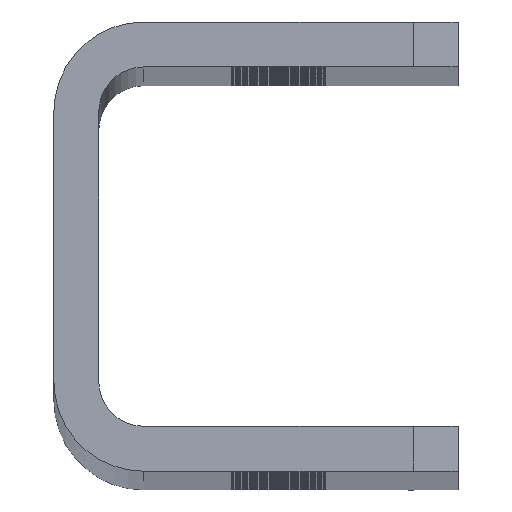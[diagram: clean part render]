
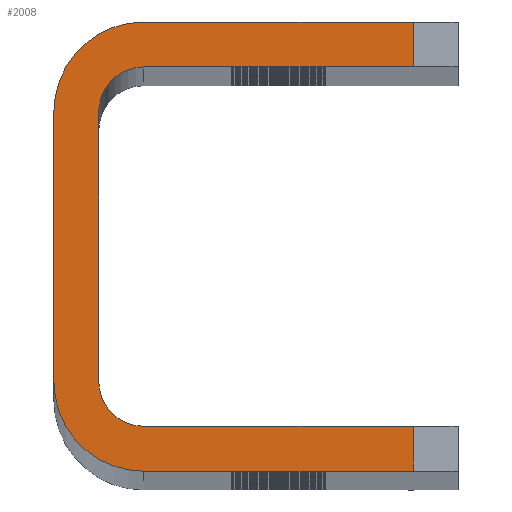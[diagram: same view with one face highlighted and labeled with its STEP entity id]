
A CAD part, top view. The second image highlights one B-rep face of the part: STEP entity #2008.
In plain terms, the highlighted planar face has unit normal (0, 0, 1).
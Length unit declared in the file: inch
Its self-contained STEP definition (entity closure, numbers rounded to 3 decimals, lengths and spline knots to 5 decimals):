
#19=LINE($,#3310,#59);
#33=LINE($,#3339,#73);
#36=LINE($,#3344,#76);
#37=LINE($,#3347,#77);
#40=LINE($,#3357,#80);
#45=LINE($,#3369,#85);
#47=LINE($,#3378,#87);
#51=LINE($,#3389,#91);
#59=VECTOR($,#2797,0.75);
#73=VECTOR($,#2819,0.75);
#76=VECTOR($,#2824,0.125);
#77=VECTOR($,#2827,0.125);
#80=VECTOR($,#2838,0.75);
#85=VECTOR($,#2851,0.75);
#87=VECTOR($,#2861,0.75);
#91=VECTOR($,#2873,0.75);
#106=PLANE($,#2286);
#456=FACE_OUTER_BOUND($,#806,.T.);
#806=EDGE_LOOP($,(#1809,#1810,#1811,#1812,#1813,#1814,#1815,#1816,#1817,
#1818,#1819,#1820));
#973=CIRCLE($,#2270,0.25);
#975=CIRCLE($,#2274,0.25);
#977=CIRCLE($,#2278,0.125);
#979=CIRCLE($,#2282,0.125);
#1152=VERTEX_POINT($,#3307);
#1153=VERTEX_POINT($,#3309);
#1163=VERTEX_POINT($,#3336);
#1164=VERTEX_POINT($,#3338);
#1165=VERTEX_POINT($,#3342);
#1166=VERTEX_POINT($,#3346);
#1167=VERTEX_POINT($,#3350);
#1169=VERTEX_POINT($,#3356);
#1172=VERTEX_POINT($,#3367);
#1173=VERTEX_POINT($,#3371);
#1175=VERTEX_POINT($,#3377);
#1177=VERTEX_POINT($,#3383);
#1351=EDGE_CURVE($,#1153,#1152,#19,.T.);
#1365=EDGE_CURVE($,#1164,#1163,#33,.T.);
#1368=EDGE_CURVE($,#1165,#1152,#36,.T.);
#1369=EDGE_CURVE($,#1164,#1166,#37,.T.);
#1371=EDGE_CURVE($,#1163,#1167,#973,.T.);
#1374=EDGE_CURVE($,#1167,#1169,#40,.T.);
#1377=EDGE_CURVE($,#1169,#1153,#975,.T.);
#1381=EDGE_CURVE($,#1165,#1172,#45,.T.);
#1382=EDGE_CURVE($,#1172,#1173,#977,.T.);
#1385=EDGE_CURVE($,#1173,#1175,#47,.T.);
#1388=EDGE_CURVE($,#1175,#1177,#979,.T.);
#1391=EDGE_CURVE($,#1177,#1166,#51,.T.);
#1809=ORIENTED_EDGE($,*,*,#1368,.F.);
#1810=ORIENTED_EDGE($,*,*,#1381,.T.);
#1811=ORIENTED_EDGE($,*,*,#1382,.T.);
#1812=ORIENTED_EDGE($,*,*,#1385,.T.);
#1813=ORIENTED_EDGE($,*,*,#1388,.T.);
#1814=ORIENTED_EDGE($,*,*,#1391,.T.);
#1815=ORIENTED_EDGE($,*,*,#1369,.F.);
#1816=ORIENTED_EDGE($,*,*,#1365,.T.);
#1817=ORIENTED_EDGE($,*,*,#1371,.T.);
#1818=ORIENTED_EDGE($,*,*,#1374,.T.);
#1819=ORIENTED_EDGE($,*,*,#1377,.T.);
#1820=ORIENTED_EDGE($,*,*,#1351,.T.);
#2008=ADVANCED_FACE($,(#456),#106,.T.);
#2270=AXIS2_PLACEMENT_3D($,#3351,#2831,#2832);
#2274=AXIS2_PLACEMENT_3D($,#3362,#2843,#2844);
#2278=AXIS2_PLACEMENT_3D($,#3372,#2854,#2855);
#2282=AXIS2_PLACEMENT_3D($,#3384,#2866,#2867);
#2286=AXIS2_PLACEMENT_3D($,#3392,#2877,#2878);
#2797=DIRECTION($,(1.,0.,0.));
#2819=DIRECTION($,(-1.,0.,0.));
#2824=DIRECTION($,(0.,-1.,0.));
#2827=DIRECTION($,(0.,-1.,0.));
#2831=DIRECTION('center_axis',(0.,0.,1.));
#2832=DIRECTION('ref_axis',(0.,1.,0.));
#2838=DIRECTION($,(0.,-1.,0.));
#2843=DIRECTION('center_axis',(0.,0.,1.));
#2844=DIRECTION('ref_axis',(-1.,0.,0.));
#2851=DIRECTION($,(-1.,0.,0.));
#2854=DIRECTION('center_axis',(0.,0.,-1.));
#2855=DIRECTION('ref_axis',(1.,0.,0.));
#2861=DIRECTION($,(0.,1.,0.));
#2866=DIRECTION('center_axis',(0.,0.,-1.));
#2867=DIRECTION('ref_axis',(0.,-1.,0.));
#2873=DIRECTION($,(1.,0.,0.));
#2877=DIRECTION('center_axis',(0.,0.,1.));
#2878=DIRECTION('ref_axis',(1.,0.,0.));
#3307=CARTESIAN_POINT('',(1.,0.,0.));
#3309=CARTESIAN_POINT('',(0.25,0.,0.));
#3310=CARTESIAN_POINT($,(0.25,0.,0.));
#3336=CARTESIAN_POINT('',(0.25,1.25,0.));
#3338=CARTESIAN_POINT('',(1.,1.25,0.));
#3339=CARTESIAN_POINT($,(1.125,1.25,0.));
#3342=CARTESIAN_POINT('',(1.,0.125,0.));
#3344=CARTESIAN_POINT($,(1.,0.375,0.));
#3346=CARTESIAN_POINT('',(1.,1.125,0.));
#3347=CARTESIAN_POINT($,(1.,0.9375,0.));
#3350=CARTESIAN_POINT('',(0.,1.,0.));
#3351=CARTESIAN_POINT('Origin',(0.25,1.,0.));
#3356=CARTESIAN_POINT('',(0.,0.25,0.));
#3357=CARTESIAN_POINT($,(0.,1.,0.));
#3362=CARTESIAN_POINT('Origin',(0.25,0.25,0.));
#3367=CARTESIAN_POINT('',(0.25,0.125,0.));
#3369=CARTESIAN_POINT($,(1.125,0.125,0.));
#3371=CARTESIAN_POINT('',(0.125,0.25,0.));
#3372=CARTESIAN_POINT('Origin',(0.25,0.25,0.));
#3377=CARTESIAN_POINT('',(0.125,1.,0.));
#3378=CARTESIAN_POINT($,(0.125,0.25,0.));
#3383=CARTESIAN_POINT('',(0.25,1.125,0.));
#3384=CARTESIAN_POINT('Origin',(0.25,1.,0.));
#3389=CARTESIAN_POINT($,(0.25,1.125,0.));
#3392=CARTESIAN_POINT('Origin',(0.47035,0.625,0.));
